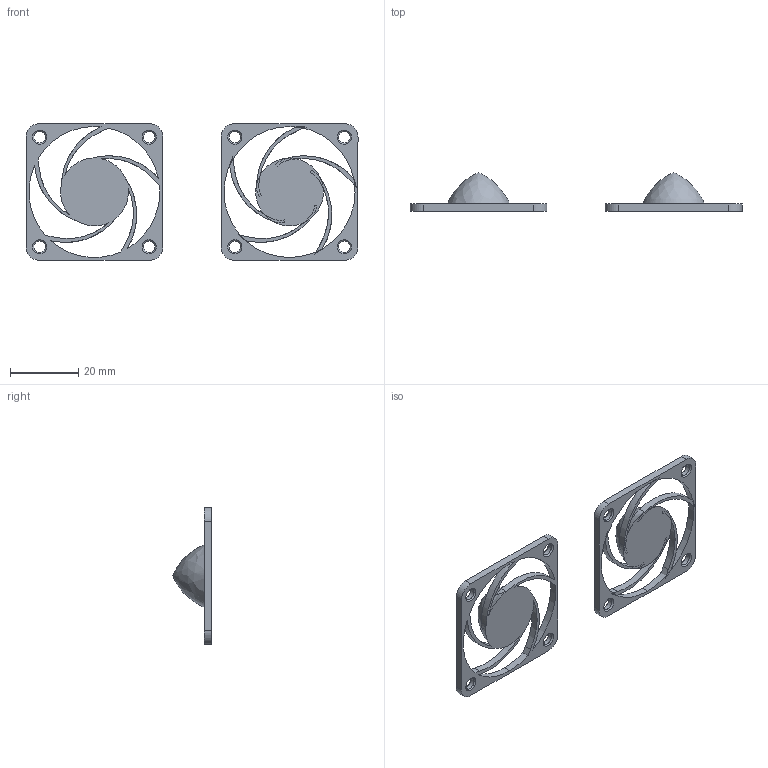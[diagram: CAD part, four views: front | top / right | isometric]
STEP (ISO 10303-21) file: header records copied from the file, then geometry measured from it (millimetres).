
FILE_DESCRIPTION(/* description */ (''),/* implementation_level */ '2;1');
FILE_NAME(/* name */ 'Hotend Fan Flow Guide.step',/* time_stamp */ '2024-05-28T23:08:10Z',/* author */ (''),/* organization */ (''),/* preprocessor_version */ 'ST-DEVELOPER v20',/* originating_system */ 'Autodesk Translation Framework v13.14.0.145',/* authorisation */ '');
FILE_SCHEMA (('AUTOMOTIVE_DESIGN { 1 0 10303 214 3 1 1 }'));
Length unit declared in the file: millimetre
Products named in the file (1): Fan Flow Insert
Bounding box: 97 x 11.33 x 40 mm (x, y, z)
Volume: 5694.4 mm3; surface area: 6102.8 mm2
Topology: 8 solids, 8 shells, 130 faces, 344 edges, 224 vertices
Faces by surface type: cylinder 45, plane 43, bspline 26, cone 16
Full cylindrical faces by diameter (mm): 3.4 x8
Entity records: 5503 total; most frequent: CARTESIAN_POINT 2357, ORIENTED_EDGE 684, DIRECTION 584, EDGE_CURVE 342, VERTEX_POINT 224, AXIS2_PLACEMENT_3D 215, LINE 154, VECTOR 154
